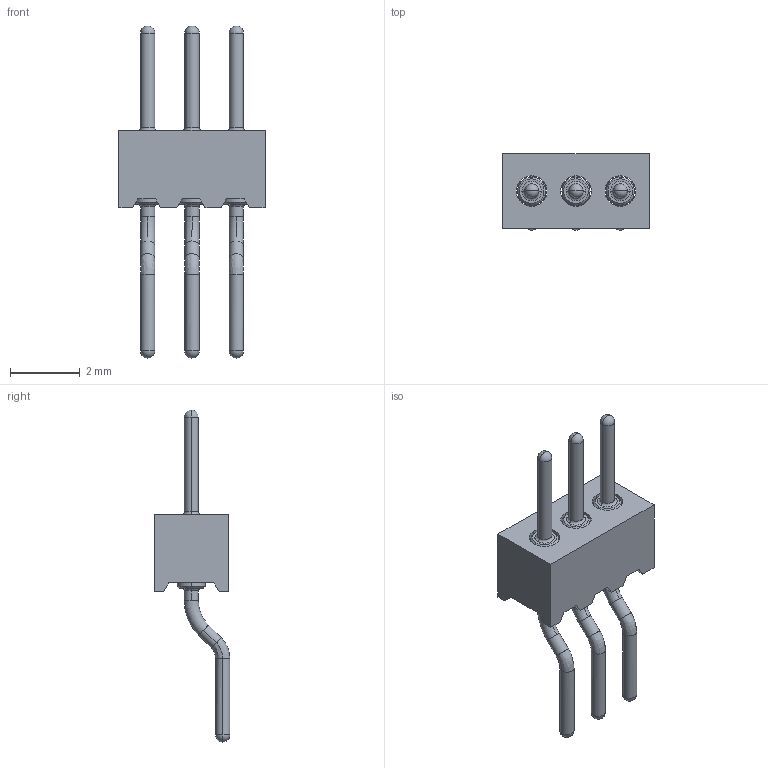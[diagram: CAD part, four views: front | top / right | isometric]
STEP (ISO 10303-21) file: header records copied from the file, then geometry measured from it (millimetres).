
FILE_DESCRIPTION (( 'STEP AP214' ), '1' );
FILE_NAME ('mill-max-850-10-003-40-001000.STEP', '2022-11-15T06:14:28', ( '' ), ( '' ), 'SwSTEP 2.0', 'SolidWorks 2022', '' );
FILE_SCHEMA (( 'AUTOMOTIVE_DESIGN' ));
Length unit declared in the file: inch
Products named in the file (3): 4006_4006-1-00-15-00-00-03-0; mill-max-850-10-003-40-001000; P8XX-18-011-02-000000_P803-18-011-02-000000
Assembly tree (4 placements, depth 2):
  mill-max-850-10-003-40-001000
    P8XX-18-011-02-000000_P803-18-011-02-000000
    4006_4006-1-00-15-00-00-03-0  x3
Bounding box: 4.19 x 2.17 x 9.51 mm (x, y, z)
Volume: 20.5 mm3; surface area: 105.3 mm2
Topology: 4 solids, 4 shells, 292 faces, 684 edges, 394 vertices
Faces by surface type: plane 148, cone 60, cylinder 48, torus 30, bspline 6
Entity records: 4270 total; most frequent: CARTESIAN_POINT 1323, ORIENTED_EDGE 600, DIRECTION 578, EDGE_CURVE 300, AXIS2_PLACEMENT_3D 227, VERTEX_POINT 182, EDGE_LOOP 132, FACE_OUTER_BOUND 124
